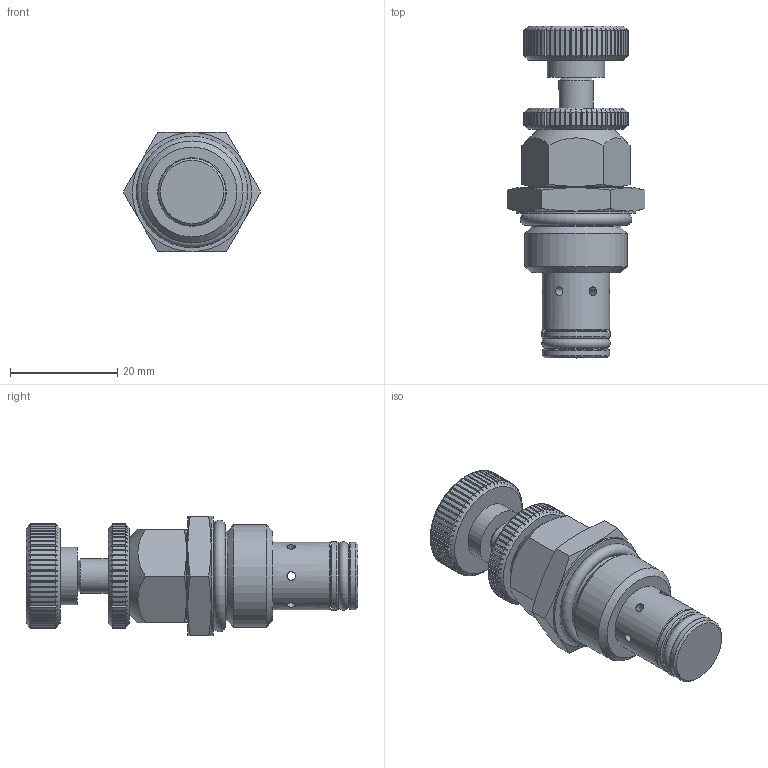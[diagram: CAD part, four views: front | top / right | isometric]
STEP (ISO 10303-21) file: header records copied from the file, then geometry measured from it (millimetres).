
FILE_DESCRIPTION((''),'2;1');
FILE_NAME('dfra-080-2-n_10133-46_RI.stp','2012-06-25T14:10:00',('mmartin'),(''),'Autodesk Inventor 2010','Autodesk Inventor 2010','');
FILE_SCHEMA(('AUTOMOTIVE_DESIGN { 1 0 10303 214 1 1 1 1 }'));
Length unit declared in the file: inch
Products named in the file (1): 10133-46_Shrinkwrap
Bounding box: 25.66 x 61.91 x 22.23 mm (x, y, z)
Volume: 13185.5 mm3; surface area: 5928.4 mm2
Topology: 4 solids, 4 shells, 564 faces, 1625 edges, 1073 vertices
Faces by surface type: plane 389, cylinder 142, cone 24, torus 6, bspline 3
Full cylindrical faces by diameter (mm): 1.6 x6, 6.35 x2, 9.83 x2, 9.906 x1, 10.795 x1, 11.43 x1, 12.598 x2, 12.7 x1, 12.776 x1, 15.57 x1, 16.751 x2, 19.05 x1, 22.225 x1
Entity records: 18104 total; most frequent: CARTESIAN_POINT 5004, ORIENTED_EDGE 3122, DIRECTION 2230, EDGE_CURVE 1561, VERTEX_POINT 1053, AXIS2_PLACEMENT_3D 869, EDGE_LOOP 628, FACE_OUTER_BOUND 564
